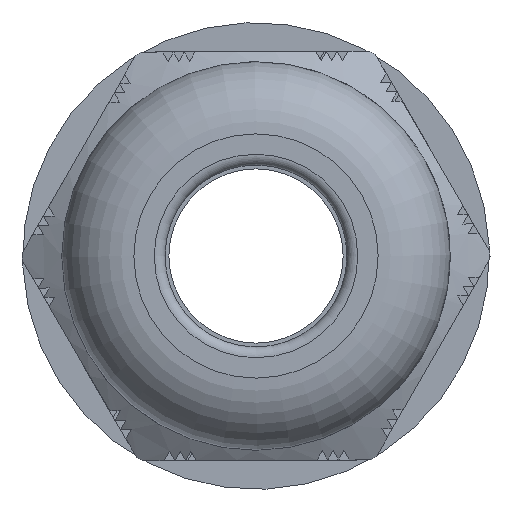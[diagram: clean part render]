
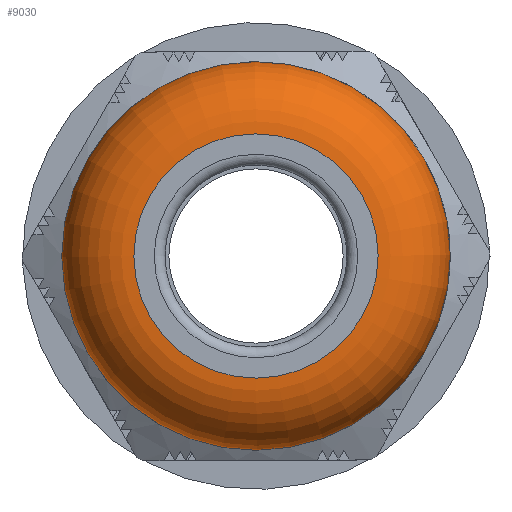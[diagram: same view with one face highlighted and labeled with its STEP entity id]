
A CAD part, left-side view. The second image highlights one B-rep face of the part: STEP entity #9030.
In plain terms, the highlighted toroidal (fillet/blend) face has major radius 5.68 mm and minor radius 3.35 mm.
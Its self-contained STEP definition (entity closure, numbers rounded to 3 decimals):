
#638=TOROIDAL_SURFACE('',#9680,5.68,3.35);
#676=FACE_BOUND('',#1718,.T.);
#756=CIRCLE('',#9650,5.68);
#767=CIRCLE('',#9681,9.03);
#1207=FACE_OUTER_BOUND('',#1717,.T.);
#1717=EDGE_LOOP('',(#6375));
#1718=EDGE_LOOP('',(#6376));
#3553=VERTEX_POINT('',#14117);
#3571=VERTEX_POINT('',#15122);
#4599=EDGE_CURVE('',#3553,#3553,#756,.T.);
#4635=EDGE_CURVE('',#3571,#3571,#767,.T.);
#6375=ORIENTED_EDGE('',*,*,#4635,.F.);
#6376=ORIENTED_EDGE('',*,*,#4599,.T.);
#9030=ADVANCED_FACE('',(#1207,#676),#638,.T.);
#9650=AXIS2_PLACEMENT_3D('',#14118,#11093,#11094);
#9680=AXIS2_PLACEMENT_3D('',#15121,#11164,#11165);
#9681=AXIS2_PLACEMENT_3D('',#15123,#11166,#11167);
#11093=DIRECTION('center_axis',(1.,0.,0.));
#11094=DIRECTION('ref_axis',(0.,0.,-1.));
#11164=DIRECTION('center_axis',(1.,0.,0.));
#11165=DIRECTION('ref_axis',(0.,0.,-1.));
#11166=DIRECTION('center_axis',(1.,0.,0.));
#11167=DIRECTION('ref_axis',(0.,0.,-1.));
#14117=CARTESIAN_POINT('',(-15.75,5.68,0.));
#14118=CARTESIAN_POINT('Origin',(-15.75,0.,0.));
#15121=CARTESIAN_POINT('Origin',(-12.4,0.,0.));
#15122=CARTESIAN_POINT('',(-12.4,9.03,0.));
#15123=CARTESIAN_POINT('Origin',(-12.4,0.,0.));
